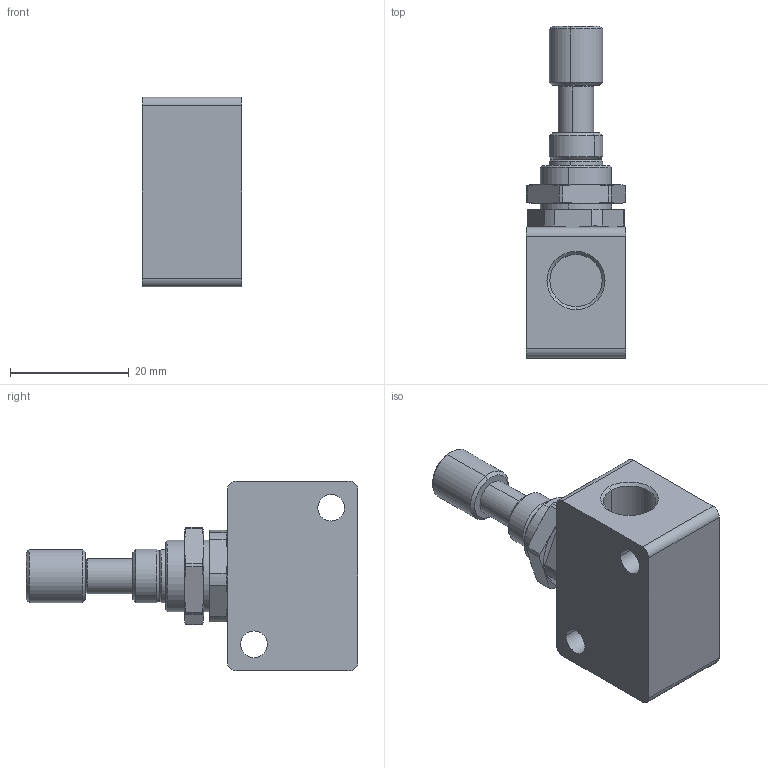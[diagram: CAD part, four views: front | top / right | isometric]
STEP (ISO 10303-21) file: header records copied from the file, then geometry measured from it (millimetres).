
FILE_DESCRIPTION(( 'MV.34.01.18U.STEP' ), '1');
FILE_NAME( 'MV.34.01.18U.STEP', '2018-10-05T09:26:09',( 'Sopra'),('sopra-pneumatic.com'), 'SwSTEP 2.0','SolidWorks 2009','' );
FILE_SCHEMA (( 'AUTOMOTIVE_DESIGN' ));
Length unit declared in the file: millimetre
Products named in the file (1): 12_010_4
Bounding box: 16.8 x 55.9 x 32 mm (x, y, z)
Volume: 13127.6 mm3; surface area: 5486.2 mm2
Topology: 1 solids, 2 shells, 110 faces, 251 edges, 155 vertices
Faces by surface type: cone 39, cylinder 37, plane 30, torus 4
Entity records: 4099 total; most frequent: CARTESIAN_POINT 628, DIRECTION 562, ORIENTED_EDGE 502, EDGE_CURVE 251, AXIS2_PLACEMENT_3D 237, VERTEX_POINT 155, CIRCLE 126, EDGE_LOOP 126
